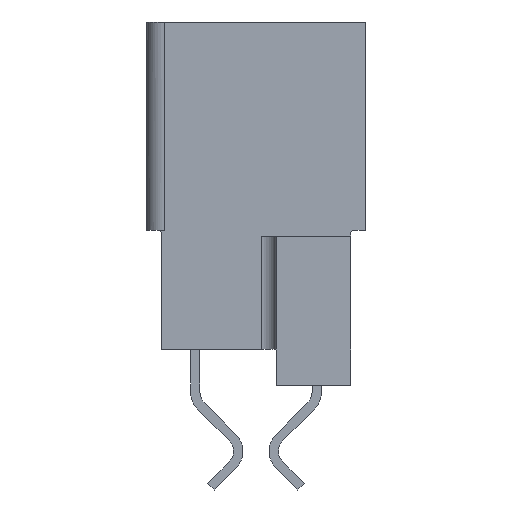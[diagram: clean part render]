
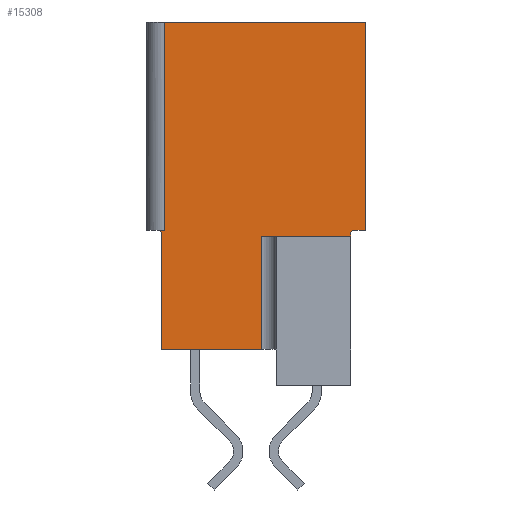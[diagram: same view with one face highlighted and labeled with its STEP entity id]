
A CAD part, left-side view. The second image highlights one B-rep face of the part: STEP entity #15308.
In plain terms, the highlighted planar face has unit normal (-1, 0, 0).
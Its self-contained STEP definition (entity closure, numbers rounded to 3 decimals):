
#72=DIRECTION('',(0.,0.,-1.));
#73=VECTOR('',#72,8.89);
#74=CARTESIAN_POINT('',(-27.432,3.912,0.));
#75=LINE('',#74,#73);
#76=DIRECTION('',(0.,-1.,0.));
#77=VECTOR('',#76,8.585);
#78=CARTESIAN_POINT('',(-27.432,3.912,0.));
#79=LINE('',#78,#77);
#80=DIRECTION('',(0.,0.,-1.));
#81=VECTOR('',#80,8.89);
#82=CARTESIAN_POINT('',(-27.432,-4.674,0.));
#83=LINE('',#82,#81);
#84=DIRECTION('',(0.,1.,0.));
#85=VECTOR('',#84,0.508);
#86=CARTESIAN_POINT('',(-27.432,-4.674,-8.89));
#87=LINE('',#86,#85);
#88=CARTESIAN_POINT('',(-27.432,-4.166,-9.017));
#89=DIRECTION('',(-1.,0.,0.));
#90=DIRECTION('',(0.,0.,1.));
#91=AXIS2_PLACEMENT_3D('',#88,#89,#90);
#93=DIRECTION('',(0.,0.,-1.));
#94=VECTOR('',#93,0.127);
#95=CARTESIAN_POINT('',(-27.432,-4.039,-9.017));
#96=LINE('',#95,#94);
#97=DIRECTION('',(0.,0.,-1.));
#98=VECTOR('',#97,4.826);
#99=CARTESIAN_POINT('',(-27.432,-0.229,-9.144));
#100=LINE('',#99,#98);
#101=DIRECTION('',(0.,1.,0.));
#102=VECTOR('',#101,4.267);
#103=CARTESIAN_POINT('',(-27.432,-0.229,-13.97));
#104=LINE('',#103,#102);
#105=DIRECTION('',(0.,0.,1.));
#106=VECTOR('',#105,4.953);
#107=CARTESIAN_POINT('',(-27.432,4.039,-13.97));
#108=LINE('',#107,#106);
#109=CARTESIAN_POINT('',(-27.432,4.166,-9.017));
#110=DIRECTION('',(-1.,0.,0.));
#111=DIRECTION('',(0.,-1.,0.));
#112=AXIS2_PLACEMENT_3D('',#109,#110,#111);
#114=DIRECTION('',(0.,1.,0.));
#115=VECTOR('',#114,0.254);
#116=CARTESIAN_POINT('',(-27.432,3.912,-8.89));
#117=LINE('',#116,#115);
#6086=DIRECTION('',(0.,-1.,0.));
#6087=VECTOR('',#6086,3.81);
#6088=CARTESIAN_POINT('',(-27.432,-0.229,-9.144));
#6089=LINE('',#6088,#6087);
#11673=CARTESIAN_POINT('',(-27.432,-4.674,0.));
#11674=CARTESIAN_POINT('',(-27.432,-4.674,-8.89));
#11675=VERTEX_POINT('',#11673);
#11676=VERTEX_POINT('',#11674);
#11681=CARTESIAN_POINT('',(-27.432,4.039,-13.97));
#11682=CARTESIAN_POINT('',(-27.432,4.039,-9.017));
#11683=VERTEX_POINT('',#11681);
#11684=VERTEX_POINT('',#11682);
#11685=CARTESIAN_POINT('',(-27.432,-4.166,-8.89));
#11686=VERTEX_POINT('',#11685);
#11693=CARTESIAN_POINT('',(-27.432,-4.039,-9.017));
#11694=VERTEX_POINT('',#11693);
#11713=CARTESIAN_POINT('',(-27.432,-4.039,-9.144));
#11714=VERTEX_POINT('',#11713);
#11849=CARTESIAN_POINT('',(-27.432,-0.229,-9.144));
#11850=CARTESIAN_POINT('',(-27.432,-0.229,-13.97));
#11851=VERTEX_POINT('',#11849);
#11852=VERTEX_POINT('',#11850);
#11866=CARTESIAN_POINT('',(-27.432,3.912,0.));
#11868=VERTEX_POINT('',#11866);
#11869=CARTESIAN_POINT('',(-27.432,3.912,-8.89));
#11870=VERTEX_POINT('',#11869);
#11885=CARTESIAN_POINT('',(-27.432,4.166,-8.89));
#11886=VERTEX_POINT('',#11885);
#15277=CARTESIAN_POINT('',(-27.432,0.,0.));
#15278=DIRECTION('',(1.,0.,0.));
#15279=DIRECTION('',(0.,-1.,0.));
#15280=AXIS2_PLACEMENT_3D('',#15277,#15278,#15279);
#15281=PLANE('',#15280);
#15283=ORIENTED_EDGE('',*,*,#15282,.F.);
#15285=ORIENTED_EDGE('',*,*,#15284,.T.);
#15287=ORIENTED_EDGE('',*,*,#15286,.T.);
#15289=ORIENTED_EDGE('',*,*,#15288,.T.);
#15291=ORIENTED_EDGE('',*,*,#15290,.T.);
#15293=ORIENTED_EDGE('',*,*,#15292,.T.);
#15295=ORIENTED_EDGE('',*,*,#15294,.F.);
#15297=ORIENTED_EDGE('',*,*,#15296,.T.);
#15299=ORIENTED_EDGE('',*,*,#15298,.T.);
#15301=ORIENTED_EDGE('',*,*,#15300,.T.);
#15303=ORIENTED_EDGE('',*,*,#15302,.T.);
#15305=ORIENTED_EDGE('',*,*,#15304,.F.);
#15306=EDGE_LOOP('',(#15283,#15285,#15287,#15289,#15291,#15293,#15295,#15297,
#15299,#15301,#15303,#15305));
#15307=FACE_OUTER_BOUND('',#15306,.F.);
#15308=ADVANCED_FACE('',(#15307),#15281,.F.);
#92=CIRCLE('',#91,0.127);
#113=CIRCLE('',#112,0.127);
#15282=EDGE_CURVE('',#11868,#11870,#75,.T.);
#15284=EDGE_CURVE('',#11868,#11675,#79,.T.);
#15286=EDGE_CURVE('',#11675,#11676,#83,.T.);
#15288=EDGE_CURVE('',#11676,#11686,#87,.T.);
#15290=EDGE_CURVE('',#11686,#11694,#92,.T.);
#15292=EDGE_CURVE('',#11694,#11714,#96,.T.);
#15294=EDGE_CURVE('',#11851,#11714,#6089,.T.);
#15296=EDGE_CURVE('',#11851,#11852,#100,.T.);
#15298=EDGE_CURVE('',#11852,#11683,#104,.T.);
#15300=EDGE_CURVE('',#11683,#11684,#108,.T.);
#15302=EDGE_CURVE('',#11684,#11886,#113,.T.);
#15304=EDGE_CURVE('',#11870,#11886,#117,.T.);
